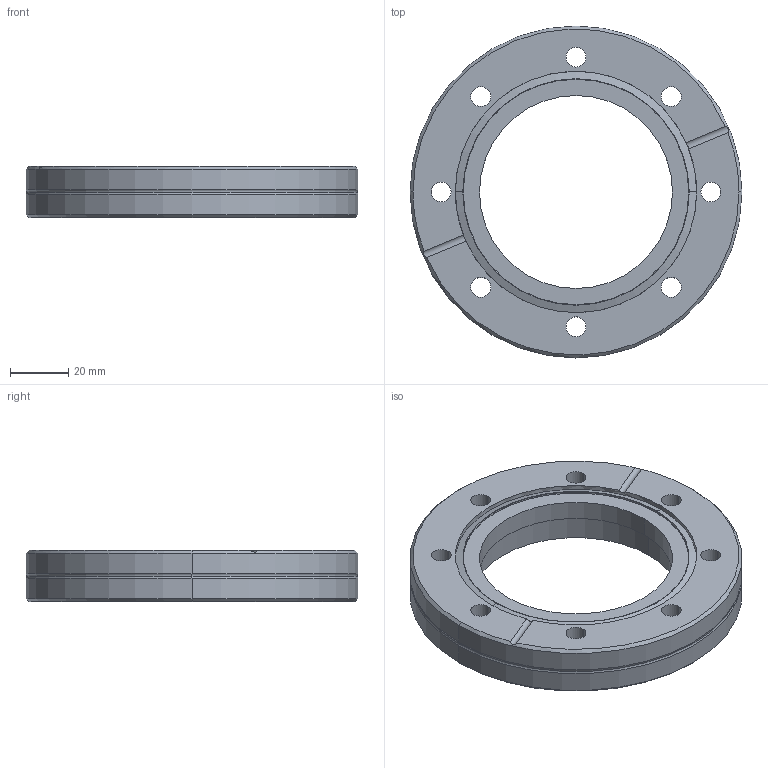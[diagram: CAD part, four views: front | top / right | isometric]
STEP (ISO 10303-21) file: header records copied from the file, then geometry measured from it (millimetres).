
FILE_DESCRIPTION (( 'STEP AP214' ), '1' );
FILE_NAME ('420FAN063-70-G.step', '2017-07-07T10:04:50', ( 'install' ), ( '' ), 'SwSTEP 2.0', 'SolidWorks 2015', '' );
FILE_SCHEMA (( 'AUTOMOTIVE_DESIGN' ));
Length unit declared in the file: millimetre
Products named in the file (1): 420FAN063-70-G
Bounding box: 113.5 x 113.5 x 17.5 mm (x, y, z)
Volume: 104987.4 mm3; surface area: 25729.6 mm2
Topology: 1 solids, 1 shells, 47 faces, 116 edges, 72 vertices
Faces by surface type: cylinder 28, cone 8, torus 6, plane 5
Entity records: 1710 total; most frequent: CARTESIAN_POINT 292, DIRECTION 282, ORIENTED_EDGE 232, AXIS2_PLACEMENT_3D 122, EDGE_CURVE 116, CIRCLE 74, VERTEX_POINT 72, EDGE_LOOP 66
